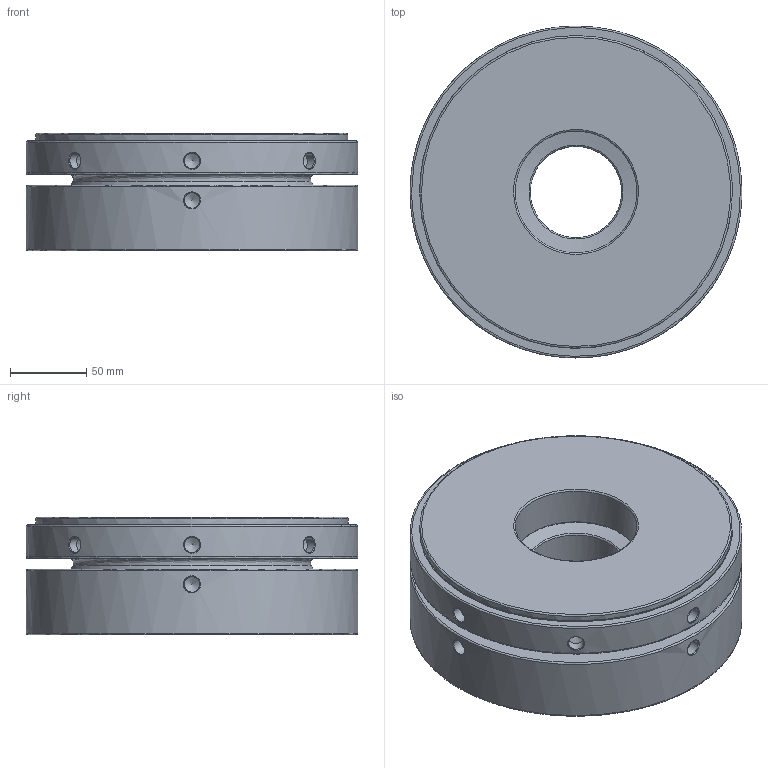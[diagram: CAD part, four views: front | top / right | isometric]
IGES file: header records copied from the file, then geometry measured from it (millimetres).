
Global section: file name: No Iges File Name specified; native system: Autodesk Inventor 2013; preprocessor: AutoDesk Inventor Iges Exporter R2013; author: PW8714; date: 20130923.110924; units: millimetre
Bounding box: 218 x 218 x 77 mm (x, y, z)
Volume: 2319382.5 mm3; surface area: 268840.6 mm2
Topology: 3 solids, 3 shells, 67 faces, 162 edges, 101 vertices
Faces by surface type: bspline 67
